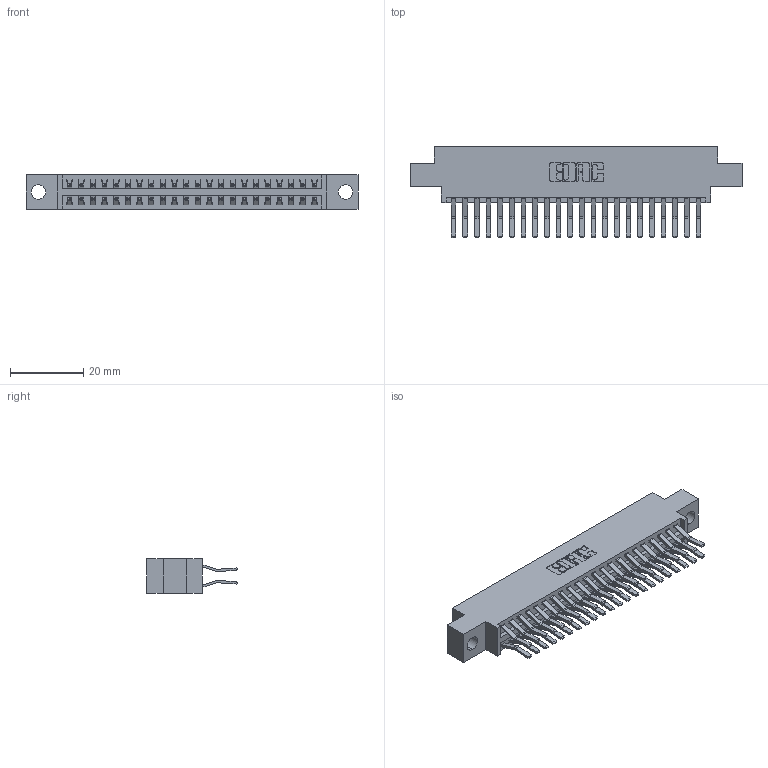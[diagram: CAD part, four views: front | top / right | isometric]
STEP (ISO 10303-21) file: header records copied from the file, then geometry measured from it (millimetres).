
FILE_DESCRIPTION (( 'STEP AP203' ), '1' );
FILE_NAME ('396-044-560-804.STEP', '2018-09-07T05:43:00', ( '' ), ( '' ), 'SwSTEP 2.0', 'SolidWorks 2016', '' );
FILE_SCHEMA (( 'CONFIG_CONTROL_DESIGN' ));
Length unit declared in the file: inch
Products named in the file (3): 346 Part_0.170 Offset - 0.156 Dia-TH; 345-292-001_560 Tail; 396-044-560-804
Assembly tree (45 placements, depth 2):
  396-044-560-804
    346 Part_0.170 Offset - 0.156 Dia-TH
    345-292-001_560 Tail  x44
Bounding box: 90.42 x 24.78 x 9.4 mm (x, y, z)
Volume: 8708.1 mm3; surface area: 12417.9 mm2
Topology: 45 solids, 45 shells, 2502 faces, 7425 edges, 4890 vertices
Faces by surface type: plane 1620, cylinder 882
Entity records: 17273 total; most frequent: CARTESIAN_POINT 2876, ORIENTED_EDGE 2810, DIRECTION 2589, EDGE_CURVE 1405, LINE 1181, VECTOR 1181, VERTEX_POINT 934, AXIS2_PLACEMENT_3D 704
